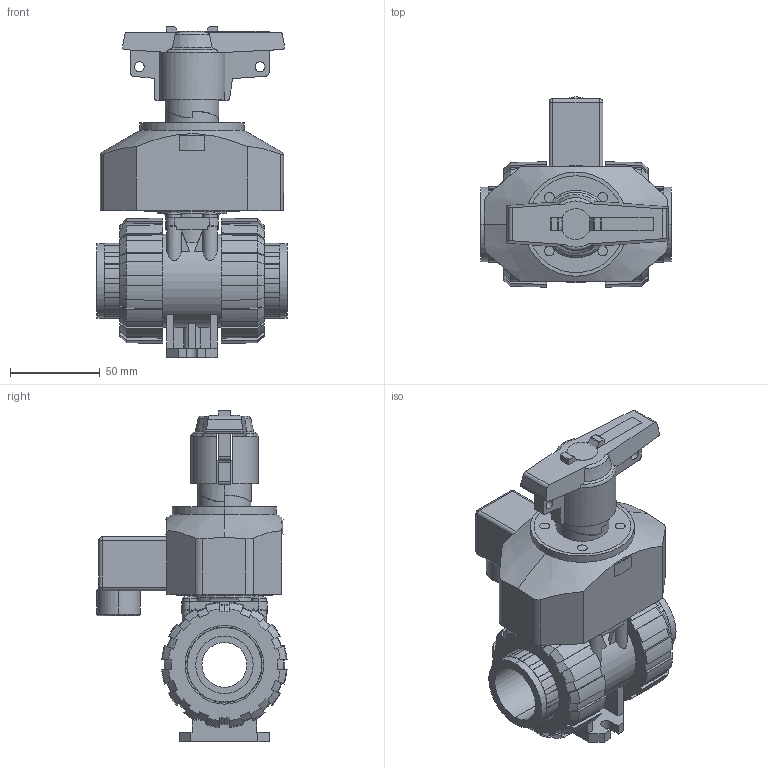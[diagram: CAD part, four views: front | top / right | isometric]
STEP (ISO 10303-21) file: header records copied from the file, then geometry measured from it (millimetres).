
FILE_DESCRIPTION(('STEP AP214'),'1');
FILE_NAME('cctmp_3B240FA0-34FA-4971-9076-F0E6158446A8_2018_12_7_13_16_30_749..stp','2018-12-07T12:16:31',('Praher Valves GmbH'),('CADClick - www.CADClick.com'),'Spatial InterOp 3D',' ','unknown authorization');
FILE_SCHEMA(('AUTOMOTIVE_DESIGN'));
Length unit declared in the file: millimetre
Products named in the file (17): 129817
Assembly tree (16 placements, depth 2):
  (unnamed)
    129817
    129817
    129817
    129817
    129817
    129817
    129817
    129817
    129817
    129817
    129817
    129817
    129817
    129817
    129817
    129817
Bounding box: 106 x 105.89 x 184.93 mm (x, y, z)
Volume: 683081 mm3; surface area: 151046.9 mm2
Topology: 16 solids, 16 shells, 784 faces, 2172 edges, 1422 vertices
Faces by surface type: plane 386, cylinder 220, cone 152, sphere 16, torus 10
Entity records: 32481 total; most frequent: CARTESIAN_POINT 5990, ORIENTED_EDGE 4312, DIRECTION 4162, EDGE_CURVE 2156, AXIS2_PLACEMENT_3D 1565, VERTEX_POINT 1422, LINE 1032, VECTOR 1032
